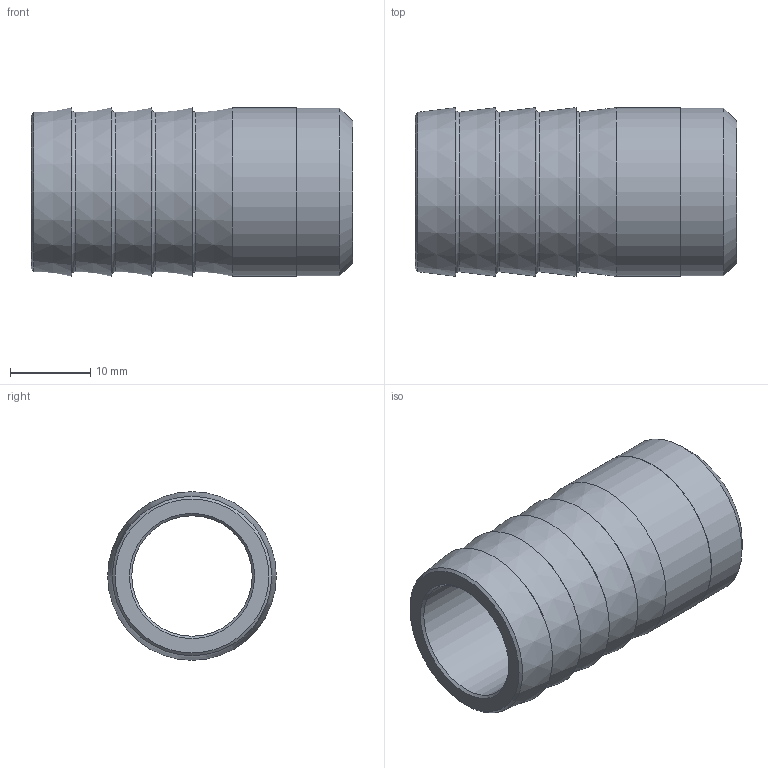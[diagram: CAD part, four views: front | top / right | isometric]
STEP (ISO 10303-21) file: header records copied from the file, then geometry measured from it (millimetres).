
FILE_DESCRIPTION(/* description */ (''),/* implementation_level */ '2;1');
FILE_NAME(/* name */ '3D_R666-SLG-21-DN15_17113820.stp',/* time_stamp */ '2021-06-23T08:34:12+02:00',/* author */ ('cad'),/* organization */ (''),/* preprocessor_version */ 'ST-DEVELOPER v18.1',/* originating_system */ 'Autodesk Inventor 2022',/* authorisation */ '');
FILE_SCHEMA (('AUTOMOTIVE_DESIGN { 1 0 10303 214 3 1 1 }'));
Length unit declared in the file: millimetre
Products named in the file (1): 3D_R666-SLG-21-DN15_17113820
Bounding box: 40 x 21 x 21 mm (x, y, z)
Volume: 6191.7 mm3; surface area: 4797.3 mm2
Topology: 1 solids, 1 shells, 23 faces, 46 edges, 30 vertices
Faces by surface type: cone 9, plane 7, torus 4, cylinder 3
Full cylindrical faces by diameter (mm): 15 x1, 20.9 x1, 21 x1
Entity records: 663 total; most frequent: DIRECTION 128, CARTESIAN_POINT 100, ORIENTED_EDGE 92, AXIS2_PLACEMENT_3D 58, EDGE_CURVE 46, CIRCLE 34, EDGE_LOOP 30, VERTEX_POINT 30
